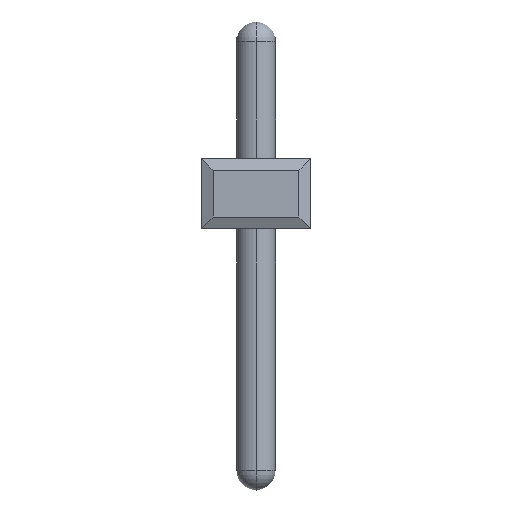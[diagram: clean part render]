
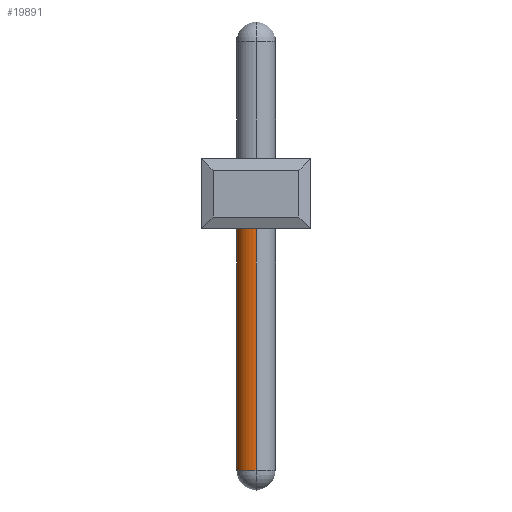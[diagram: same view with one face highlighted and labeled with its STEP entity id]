
A CAD part, front view. The second image highlights one B-rep face of the part: STEP entity #19891.
In plain terms, the highlighted cylindrical face has radius 0.5 mm (diameter 1 mm), a partial arc.
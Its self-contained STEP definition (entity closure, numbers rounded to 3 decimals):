
#6907=CARTESIAN_POINT('',(1.4,-78.75,0.2));
#6908=DIRECTION('',(0.,0.,1.));
#6909=DIRECTION('',(0.,1.,0.));
#6910=AXIS2_PLACEMENT_3D('',#6907,#6908,#6909);
#6921=CARTESIAN_POINT('',(1.4,-78.75,-6.2));
#6922=DIRECTION('',(0.,0.,1.));
#6923=DIRECTION('',(0.,1.,0.));
#6924=AXIS2_PLACEMENT_3D('',#6921,#6922,#6923);
#6926=DIRECTION('',(0.,0.,1.));
#6927=VECTOR('',#6926,6.4);
#6928=CARTESIAN_POINT('',(1.4,-78.25,-6.2));
#6929=LINE('',#6928,#6927);
#6935=DIRECTION('',(0.,0.,1.));
#6936=VECTOR('',#6935,6.4);
#6937=CARTESIAN_POINT('',(1.4,-79.25,-6.2));
#6938=LINE('',#6937,#6936);
#8846=CARTESIAN_POINT('',(1.4,-78.25,-6.2));
#8848=VERTEX_POINT('',#8846);
#8853=CARTESIAN_POINT('',(1.4,-79.25,-6.2));
#8854=VERTEX_POINT('',#8853);
#8857=CARTESIAN_POINT('',(1.4,-78.25,0.2));
#8858=CARTESIAN_POINT('',(1.4,-79.25,0.2));
#8859=VERTEX_POINT('',#8857);
#8860=VERTEX_POINT('',#8858);
#19877=CARTESIAN_POINT('',(1.4,-78.75,-7.3));
#19878=DIRECTION('',(0.,0.,1.));
#19879=DIRECTION('',(0.,1.,0.));
#19880=AXIS2_PLACEMENT_3D('',#19877,#19878,#19879);
#19881=CYLINDRICAL_SURFACE('',#19880,0.5);
#19882=ORIENTED_EDGE('',*,*,#19858,.T.);
#19884=ORIENTED_EDGE('',*,*,#19883,.F.);
#19886=ORIENTED_EDGE('',*,*,#19885,.F.);
#19888=ORIENTED_EDGE('',*,*,#19887,.T.);
#19889=EDGE_LOOP('',(#19882,#19884,#19886,#19888));
#19890=FACE_OUTER_BOUND('',#19889,.F.);
#19891=ADVANCED_FACE('',(#19890),#19881,.T.);
#6911=CIRCLE('',#6910,0.5);
#6925=CIRCLE('',#6924,0.5);
#19858=EDGE_CURVE('',#8859,#8860,#6911,.T.);
#19883=EDGE_CURVE('',#8854,#8860,#6938,.T.);
#19885=EDGE_CURVE('',#8848,#8854,#6925,.T.);
#19887=EDGE_CURVE('',#8848,#8859,#6929,.T.);
